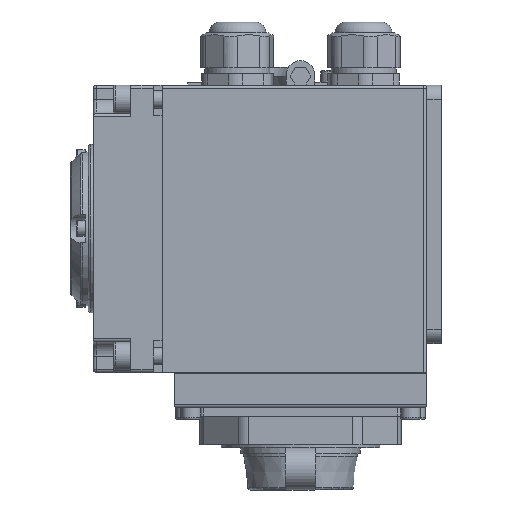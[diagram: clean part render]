
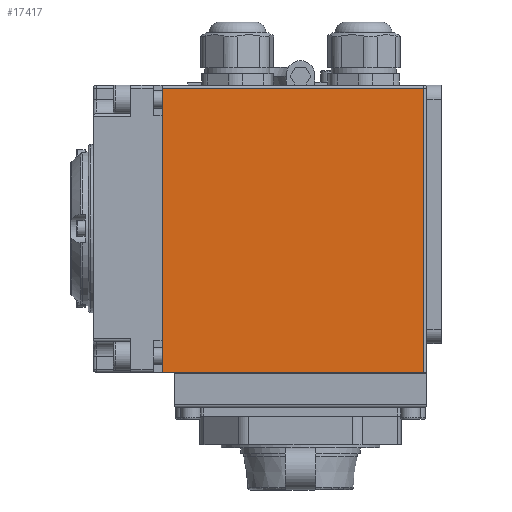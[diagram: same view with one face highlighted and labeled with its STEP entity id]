
A CAD part, left-side view. The second image highlights one B-rep face of the part: STEP entity #17417.
In plain terms, the highlighted planar face has unit normal (-1, 0, 0).
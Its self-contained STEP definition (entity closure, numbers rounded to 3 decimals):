
#489=PLANE('',#18716);
#1100=FACE_OUTER_BOUND('',#2078,.T.);
#2078=EDGE_LOOP('',(#11900,#11901,#11902,#11903));
#3668=LINE('',#25115,#5268);
#3669=LINE('',#25119,#5269);
#3670=LINE('',#25123,#5270);
#3671=LINE('',#25124,#5271);
#5268=VECTOR('',#20605,10.);
#5269=VECTOR('',#20610,10.);
#5270=VECTOR('',#20615,10.);
#5271=VECTOR('',#20616,10.);
#7430=VERTEX_POINT('',#25109);
#7431=VERTEX_POINT('',#25113);
#7432=VERTEX_POINT('',#25117);
#7433=VERTEX_POINT('',#25122);
#9188=EDGE_CURVE('',#7431,#7430,#3668,.T.);
#9190=EDGE_CURVE('',#7430,#7432,#3669,.T.);
#9191=EDGE_CURVE('',#7433,#7431,#3670,.T.);
#9192=EDGE_CURVE('',#7432,#7433,#3671,.T.);
#11900=ORIENTED_EDGE('',*,*,#9190,.F.);
#11901=ORIENTED_EDGE('',*,*,#9188,.F.);
#11902=ORIENTED_EDGE('',*,*,#9191,.F.);
#11903=ORIENTED_EDGE('',*,*,#9192,.F.);
#17417=ADVANCED_FACE('',(#1100),#489,.T.);
#18716=AXIS2_PLACEMENT_3D('',#25121,#20613,#20614);
#20605=DIRECTION('',(0.,-1.,0.));
#20610=DIRECTION('',(0.,0.,-1.));
#20613=DIRECTION('center_axis',(-1.,0.,0.));
#20614=DIRECTION('ref_axis',(0.,1.,0.));
#20615=DIRECTION('',(0.,0.,1.));
#20616=DIRECTION('',(0.,1.,0.));
#25109=CARTESIAN_POINT('',(-94.5,-43.,-1.));
#25113=CARTESIAN_POINT('',(-94.5,48.,-1.));
#25115=CARTESIAN_POINT('',(-94.5,-22.,-1.));
#25117=CARTESIAN_POINT('',(-94.5,-43.,-100.));
#25119=CARTESIAN_POINT('',(-94.5,-43.,0.));
#25121=CARTESIAN_POINT('Origin',(-94.5,-44.,0.));
#25122=CARTESIAN_POINT('',(-94.5,48.,-100.));
#25123=CARTESIAN_POINT('',(-94.5,48.,-100.));
#25124=CARTESIAN_POINT('',(-94.5,-44.,-100.));
